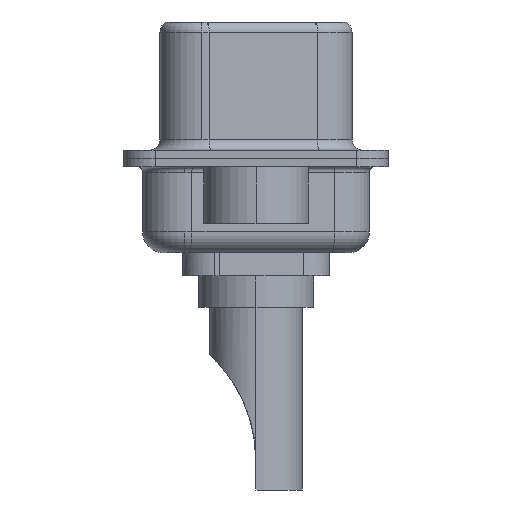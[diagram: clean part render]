
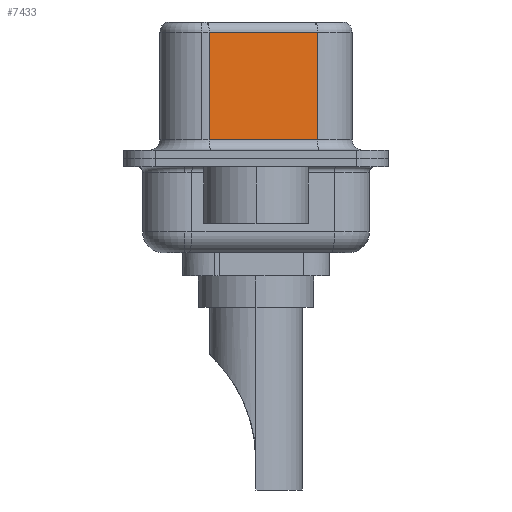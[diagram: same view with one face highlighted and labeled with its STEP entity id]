
A CAD part, left-side view. The second image highlights one B-rep face of the part: STEP entity #7433.
In plain terms, the highlighted planar face has unit normal (-0.985, -0.174, 0).
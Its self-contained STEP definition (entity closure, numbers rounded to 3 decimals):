
#774 = EDGE_CURVE ( 'NONE', #20586, #21035, #14684, .T. ) ;
#973 = CARTESIAN_POINT ( 'NONE',  ( 3.67, 2.233, 6.52 ) ) ;
#1606 = EDGE_CURVE ( 'NONE', #2149, #4948, #21685, .T. ) ;
#1908 = EDGE_LOOP ( 'NONE', ( #15323, #14792, #12412, #7236 ) ) ;
#2149 = VERTEX_POINT ( 'NONE', #21801 ) ;
#2514 = VECTOR ( 'NONE', #11716, 1000. ) ;
#2774 = VECTOR ( 'NONE', #17119, 1000. ) ;
#2786 = AXIS2_PLACEMENT_3D ( 'NONE', #9875, #20418, #9949 ) ;
#2969 = PLANE ( 'NONE',  #2786 ) ;
#4642 = EDGE_CURVE ( 'NONE', #4948, #21035, #19712, .T. ) ;
#4740 = DIRECTION ( 'NONE',  ( 0.174, -0.985, 0. ) ) ;
#4808 = CARTESIAN_POINT ( 'NONE',  ( 4.58, -2.927, 6.52 ) ) ;
#4909 = VECTOR ( 'NONE', #4740, 1000. ) ;
#4948 = VERTEX_POINT ( 'NONE', #16644 ) ;
#5284 = CARTESIAN_POINT ( 'NONE',  ( 4.58, -2.927, 0.9 ) ) ;
#7236 = ORIENTED_EDGE ( 'NONE', *, *, #4642, .T. ) ;
#7433 = ADVANCED_FACE ( 'NONE', ( #9557 ), #2969, .F. ) ;
#8453 = CARTESIAN_POINT ( 'NONE',  ( 4.58, -2.927, 6.02 ) ) ;
#9557 = FACE_OUTER_BOUND ( 'NONE', #1908, .T. ) ;
#9875 = CARTESIAN_POINT ( 'NONE',  ( 4.58, -2.927, 6.52 ) ) ;
#9949 = DIRECTION ( 'NONE',  ( -0.174, 0.985, 0. ) ) ;
#10147 = EDGE_CURVE ( 'NONE', #20586, #2149, #11322, .T. ) ;
#10566 = CARTESIAN_POINT ( 'NONE',  ( 4.58, -2.927, 6.02 ) ) ;
#11322 = LINE ( 'NONE', #8453, #2774 ) ;
#11325 = CARTESIAN_POINT ( 'NONE',  ( 4.58, -2.927, 0.9 ) ) ;
#11614 = DIRECTION ( 'NONE',  ( 0., 0., -1. ) ) ;
#11716 = DIRECTION ( 'NONE',  ( 0., 0., -1. ) ) ;
#12412 = ORIENTED_EDGE ( 'NONE', *, *, #1606, .T. ) ;
#14684 = LINE ( 'NONE', #4808, #21447 ) ;
#14792 = ORIENTED_EDGE ( 'NONE', *, *, #10147, .T. ) ;
#15323 = ORIENTED_EDGE ( 'NONE', *, *, #774, .F. ) ;
#16644 = CARTESIAN_POINT ( 'NONE',  ( 3.67, 2.233, 0.9 ) ) ;
#17119 = DIRECTION ( 'NONE',  ( -0.174, 0.985, 0. ) ) ;
#19712 = LINE ( 'NONE', #11325, #4909 ) ;
#20418 = DIRECTION ( 'NONE',  ( 0.985, 0.174, 0. ) ) ;
#20586 = VERTEX_POINT ( 'NONE', #10566 ) ;
#21035 = VERTEX_POINT ( 'NONE', #5284 ) ;
#21447 = VECTOR ( 'NONE', #11614, 1000. ) ;
#21685 = LINE ( 'NONE', #973, #2514 ) ;
#21801 = CARTESIAN_POINT ( 'NONE',  ( 3.67, 2.233, 6.02 ) ) ;
